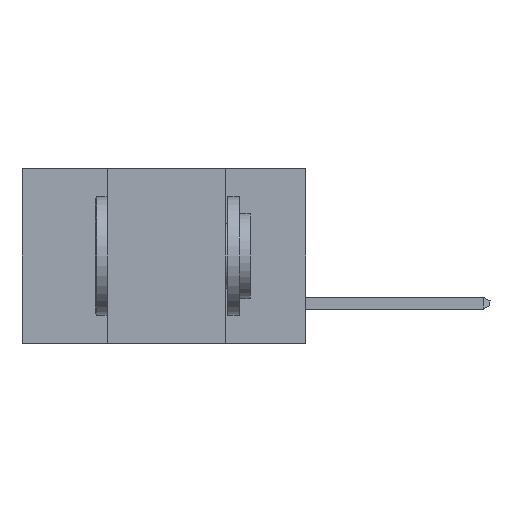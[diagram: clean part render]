
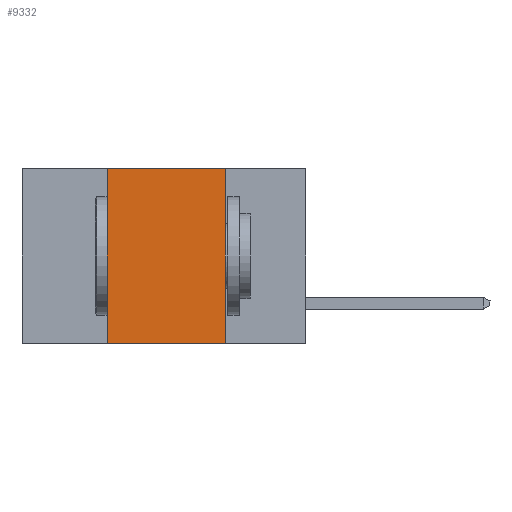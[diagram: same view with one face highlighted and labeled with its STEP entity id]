
A CAD part, left-side view. The second image highlights one B-rep face of the part: STEP entity #9332.
In plain terms, the highlighted planar face has unit normal (-1, 0, 0).
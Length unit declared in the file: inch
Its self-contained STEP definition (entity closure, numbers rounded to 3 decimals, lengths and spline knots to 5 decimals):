
#1644 = EDGE_CURVE ( 'NONE', #20383, #1937, #23245, .T. ) ;
#1937 = VERTEX_POINT ( 'NONE', #17391 ) ;
#2736 = ORIENTED_EDGE ( 'NONE', *, *, #6710, .F. ) ;
#4271 = CARTESIAN_POINT ( 'NONE',  ( 0., 0.17, -0.37 ) ) ;
#4853 = DIRECTION ( 'NONE',  ( 0., 0., -1. ) ) ;
#4912 = LINE ( 'NONE', #8458, #22098 ) ;
#5064 = VECTOR ( 'NONE', #17903, 39.37008 ) ;
#5112 = AXIS2_PLACEMENT_3D ( 'NONE', #16446, #16769, #4853 ) ;
#5999 = FACE_OUTER_BOUND ( 'NONE', #13334, .T. ) ;
#6710 = EDGE_CURVE ( 'NONE', #1937, #7097, #4912, .T. ) ;
#7097 = VERTEX_POINT ( 'NONE', #4271 ) ;
#7849 = LINE ( 'NONE', #13126, #5064 ) ;
#8458 = CARTESIAN_POINT ( 'NONE',  ( 0., 0.17, 0. ) ) ;
#9332 = ADVANCED_FACE ( 'NONE', ( #5999 ), #12778, .F. ) ;
#9406 = CARTESIAN_POINT ( 'NONE',  ( 0., 0.42, -0.37 ) ) ;
#10219 = CARTESIAN_POINT ( 'NONE',  ( 0., 0.42, 0. ) ) ;
#12778 = PLANE ( 'NONE',  #5112 ) ;
#13126 = CARTESIAN_POINT ( 'NONE',  ( 0., 0.42, 0. ) ) ;
#13334 = EDGE_LOOP ( 'NONE', ( #2736, #16292, #13892, #25402 ) ) ;
#13892 = ORIENTED_EDGE ( 'NONE', *, *, #16100, .F. ) ;
#13984 = LINE ( 'NONE', #20430, #17722 ) ;
#15861 = CARTESIAN_POINT ( 'NONE',  ( 0., 0.6, 0. ) ) ;
#16100 = EDGE_CURVE ( 'NONE', #23065, #20383, #7849, .T. ) ;
#16292 = ORIENTED_EDGE ( 'NONE', *, *, #1644, .F. ) ;
#16446 = CARTESIAN_POINT ( 'NONE',  ( 0., 0.6, 0. ) ) ;
#16769 = DIRECTION ( 'NONE',  ( 1., 0., 0. ) ) ;
#17391 = CARTESIAN_POINT ( 'NONE',  ( 0., 0.17, 0. ) ) ;
#17532 = EDGE_CURVE ( 'NONE', #23065, #7097, #13984, .T. ) ;
#17722 = VECTOR ( 'NONE', #19883, 39.37008 ) ;
#17903 = DIRECTION ( 'NONE',  ( 0., 0., 1. ) ) ;
#18485 = DIRECTION ( 'NONE',  ( 0., -1., 0. ) ) ;
#19883 = DIRECTION ( 'NONE',  ( 0., -1., 0. ) ) ;
#20383 = VERTEX_POINT ( 'NONE', #10219 ) ;
#20430 = CARTESIAN_POINT ( 'NONE',  ( 0., 0.6, -0.37 ) ) ;
#22098 = VECTOR ( 'NONE', #22427, 39.37008 ) ;
#22427 = DIRECTION ( 'NONE',  ( 0., 0., -1. ) ) ;
#23065 = VERTEX_POINT ( 'NONE', #9406 ) ;
#23245 = LINE ( 'NONE', #15861, #25459 ) ;
#25402 = ORIENTED_EDGE ( 'NONE', *, *, #17532, .T. ) ;
#25459 = VECTOR ( 'NONE', #18485, 39.37008 ) ;
